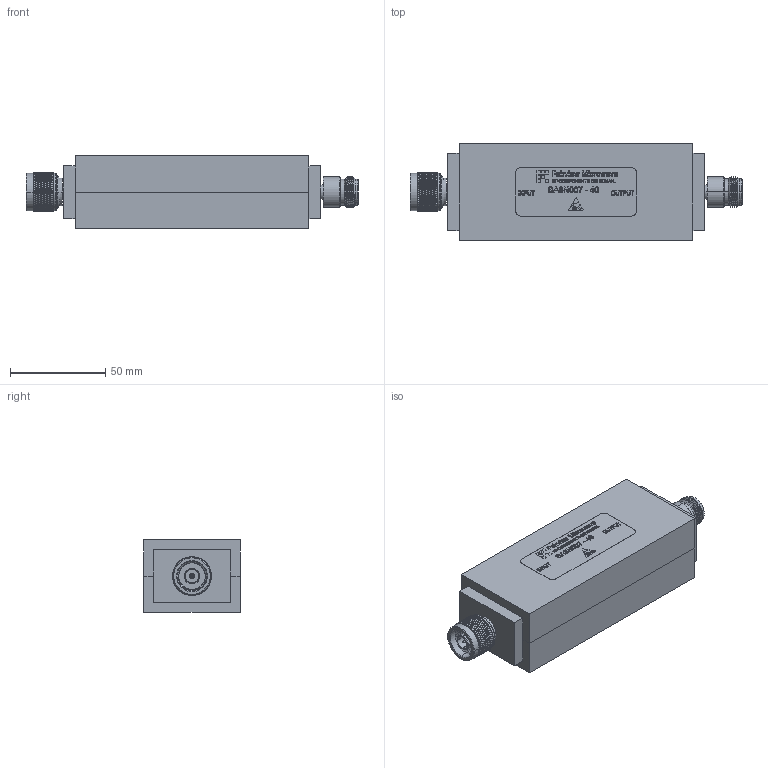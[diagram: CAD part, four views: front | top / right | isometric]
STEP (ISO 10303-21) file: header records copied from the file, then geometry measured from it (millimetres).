
FILE_DESCRIPTION (( 'STEP AP203' ), '1' );
FILE_NAME ('SA8N007-40.step', '2018-10-22T20:01:10', ( '' ), ( '' ), 'SwSTEP 2.0', 'SolidWorks 2017', '' );
FILE_SCHEMA (( 'CONFIG_CONTROL_DESIGN' ));
Products named in the file (1): SA8N007-40
Bounding box: 174.71 x 50.8 x 38.08 mm (x, y, z)
Volume: 257733 mm3; surface area: 32950.3 mm2
Topology: 1 solids, 2 shells, 3279 faces, 7477 edges, 4315 vertices
Faces by surface type: bspline 2050, plane 629, cylinder 546, cone 54
Entity records: 128567 total; most frequent: CARTESIAN_POINT 76507, ORIENTED_EDGE 14922, EDGE_CURVE 7461, DIRECTION 5124, VERTEX_POINT 4315, EDGE_LOOP 3408, FACE_OUTER_BOUND 3279, ADVANCED_FACE 3279
